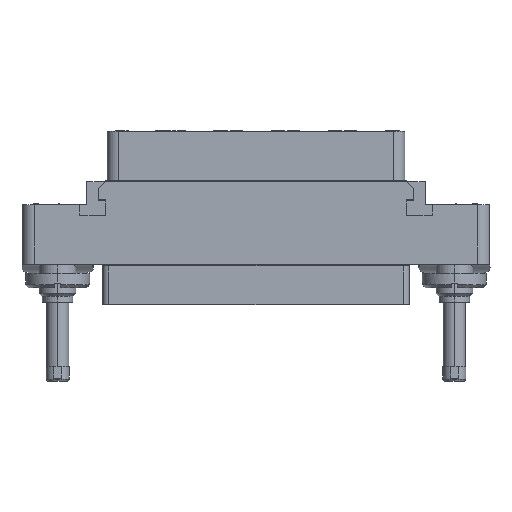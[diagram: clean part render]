
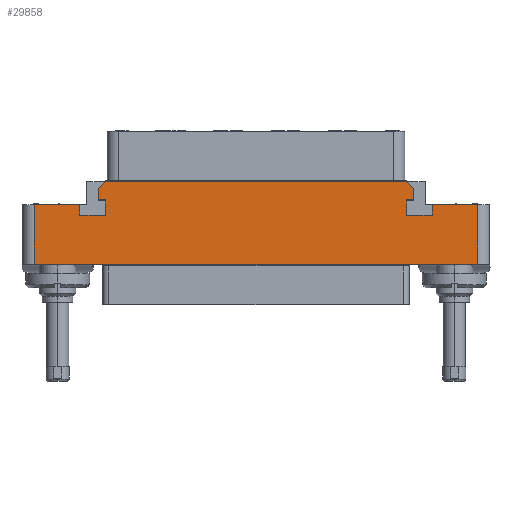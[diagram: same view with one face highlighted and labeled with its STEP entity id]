
A CAD part, top view. The second image highlights one B-rep face of the part: STEP entity #29858.
In plain terms, the highlighted planar face has unit normal (0, 0, 1).
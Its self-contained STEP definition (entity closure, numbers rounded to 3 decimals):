
#1=DIRECTION('',(0.,-1.,0.));
#2=VECTOR('',#1,1.8);
#3=CARTESIAN_POINT('',(-30.2,10.2,7.));
#4=LINE('',#3,#2);
#5=DIRECTION('',(1.,0.,0.));
#6=VECTOR('',#5,4.4);
#7=CARTESIAN_POINT('',(-30.2,8.4,7.));
#8=LINE('',#7,#6);
#9=DIRECTION('',(0.,1.,0.));
#10=VECTOR('',#9,2.6);
#11=CARTESIAN_POINT('',(-25.8,8.4,7.));
#12=LINE('',#11,#10);
#13=DIRECTION('',(-1.,0.,0.));
#14=VECTOR('',#13,1.2);
#15=CARTESIAN_POINT('',(-25.8,11.,7.));
#16=LINE('',#15,#14);
#17=DIRECTION('',(0.,1.,0.));
#18=VECTOR('',#17,1.9);
#19=CARTESIAN_POINT('',(-27.,11.,7.));
#20=LINE('',#19,#18);
#21=DIRECTION('',(0.707,0.707,0.));
#22=VECTOR('',#21,1.697);
#23=CARTESIAN_POINT('',(-27.,12.9,7.));
#24=LINE('',#23,#22);
#25=DIRECTION('',(1.,0.,0.));
#26=VECTOR('',#25,51.6);
#27=CARTESIAN_POINT('',(-25.8,14.1,7.));
#28=LINE('',#27,#26);
#29=DIRECTION('',(-0.707,0.707,0.));
#30=VECTOR('',#29,1.697);
#31=CARTESIAN_POINT('',(27.,12.9,7.));
#32=LINE('',#31,#30);
#33=DIRECTION('',(0.,1.,0.));
#34=VECTOR('',#33,1.9);
#35=CARTESIAN_POINT('',(27.,11.,7.));
#36=LINE('',#35,#34);
#37=DIRECTION('',(1.,0.,0.));
#38=VECTOR('',#37,1.2);
#39=CARTESIAN_POINT('',(25.8,11.,7.));
#40=LINE('',#39,#38);
#41=DIRECTION('',(0.,1.,0.));
#42=VECTOR('',#41,2.6);
#43=CARTESIAN_POINT('',(25.8,8.4,7.));
#44=LINE('',#43,#42);
#45=DIRECTION('',(-1.,0.,0.));
#46=VECTOR('',#45,4.4);
#47=CARTESIAN_POINT('',(30.2,8.4,7.));
#48=LINE('',#47,#46);
#49=DIRECTION('',(0.,-1.,0.));
#50=VECTOR('',#49,1.8);
#51=CARTESIAN_POINT('',(30.2,10.2,7.));
#52=LINE('',#51,#50);
#53=DIRECTION('',(1.,0.,0.));
#54=VECTOR('',#53,7.8);
#55=CARTESIAN_POINT('',(30.2,10.2,7.));
#56=LINE('',#55,#54);
#57=DIRECTION('',(-1.,0.,0.));
#58=VECTOR('',#57,76.);
#59=CARTESIAN_POINT('',(38.,0.,7.));
#60=LINE('',#59,#58);
#61=DIRECTION('',(1.,0.,0.));
#62=VECTOR('',#61,7.8);
#63=CARTESIAN_POINT('',(-38.,10.2,7.));
#64=LINE('',#63,#62);
#1015=DIRECTION('',(0.,-1.,0.));
#1016=VECTOR('',#1015,10.2);
#1017=CARTESIAN_POINT('',(-38.,10.2,7.));
#1018=LINE('',#1017,#1016);
#1033=DIRECTION('',(0.,1.,0.));
#1034=VECTOR('',#1033,10.2);
#1035=CARTESIAN_POINT('',(38.,0.,7.));
#1036=LINE('',#1035,#1034);
#23408=CARTESIAN_POINT('',(38.,0.,7.));
#23409=CARTESIAN_POINT('',(38.,10.2,7.));
#23410=VERTEX_POINT('',#23408);
#23411=VERTEX_POINT('',#23409);
#23416=CARTESIAN_POINT('',(-38.,10.2,7.));
#23417=CARTESIAN_POINT('',(-38.,0.,7.));
#23418=VERTEX_POINT('',#23416);
#23419=VERTEX_POINT('',#23417);
#25258=CARTESIAN_POINT('',(30.2,10.2,7.));
#25259=CARTESIAN_POINT('',(30.2,8.4,7.));
#25260=VERTEX_POINT('',#25258);
#25261=VERTEX_POINT('',#25259);
#25262=CARTESIAN_POINT('',(25.8,8.4,7.));
#25263=VERTEX_POINT('',#25262);
#25264=CARTESIAN_POINT('',(25.8,11.,7.));
#25265=VERTEX_POINT('',#25264);
#25266=CARTESIAN_POINT('',(27.,11.,7.));
#25267=VERTEX_POINT('',#25266);
#25268=CARTESIAN_POINT('',(27.,12.9,7.));
#25269=VERTEX_POINT('',#25268);
#25270=CARTESIAN_POINT('',(25.8,14.1,7.));
#25271=VERTEX_POINT('',#25270);
#25288=CARTESIAN_POINT('',(-30.2,10.2,7.));
#25289=CARTESIAN_POINT('',(-30.2,8.4,7.));
#25290=VERTEX_POINT('',#25288);
#25291=VERTEX_POINT('',#25289);
#25292=CARTESIAN_POINT('',(-25.8,8.4,7.));
#25293=VERTEX_POINT('',#25292);
#25294=CARTESIAN_POINT('',(-25.8,11.,7.));
#25295=VERTEX_POINT('',#25294);
#25296=CARTESIAN_POINT('',(-27.,11.,7.));
#25297=VERTEX_POINT('',#25296);
#25298=CARTESIAN_POINT('',(-27.,12.9,7.));
#25299=VERTEX_POINT('',#25298);
#25300=CARTESIAN_POINT('',(-25.8,14.1,7.));
#25301=VERTEX_POINT('',#25300);
#29815=CARTESIAN_POINT('',(0.,0.,7.));
#29816=DIRECTION('',(0.,0.,-1.));
#29817=DIRECTION('',(-1.,0.,0.));
#29818=AXIS2_PLACEMENT_3D('',#29815,#29816,#29817);
#29819=PLANE('',#29818);
#29821=ORIENTED_EDGE('',*,*,#29820,.T.);
#29823=ORIENTED_EDGE('',*,*,#29822,.T.);
#29825=ORIENTED_EDGE('',*,*,#29824,.T.);
#29827=ORIENTED_EDGE('',*,*,#29826,.T.);
#29829=ORIENTED_EDGE('',*,*,#29828,.T.);
#29831=ORIENTED_EDGE('',*,*,#29830,.T.);
#29833=ORIENTED_EDGE('',*,*,#29832,.T.);
#29835=ORIENTED_EDGE('',*,*,#29834,.F.);
#29837=ORIENTED_EDGE('',*,*,#29836,.F.);
#29839=ORIENTED_EDGE('',*,*,#29838,.F.);
#29841=ORIENTED_EDGE('',*,*,#29840,.F.);
#29843=ORIENTED_EDGE('',*,*,#29842,.F.);
#29845=ORIENTED_EDGE('',*,*,#29844,.F.);
#29847=ORIENTED_EDGE('',*,*,#29846,.T.);
#29849=ORIENTED_EDGE('',*,*,#29848,.F.);
#29851=ORIENTED_EDGE('',*,*,#29850,.T.);
#29853=ORIENTED_EDGE('',*,*,#29852,.F.);
#29855=ORIENTED_EDGE('',*,*,#29854,.T.);
#29856=EDGE_LOOP('',(#29821,#29823,#29825,#29827,#29829,#29831,#29833,#29835,
#29837,#29839,#29841,#29843,#29845,#29847,#29849,#29851,#29853,#29855));
#29857=FACE_OUTER_BOUND('',#29856,.F.);
#29858=ADVANCED_FACE('',(#29857),#29819,.F.);
#29820=EDGE_CURVE('',#25290,#25291,#4,.T.);
#29822=EDGE_CURVE('',#25291,#25293,#8,.T.);
#29824=EDGE_CURVE('',#25293,#25295,#12,.T.);
#29826=EDGE_CURVE('',#25295,#25297,#16,.T.);
#29828=EDGE_CURVE('',#25297,#25299,#20,.T.);
#29830=EDGE_CURVE('',#25299,#25301,#24,.T.);
#29832=EDGE_CURVE('',#25301,#25271,#28,.T.);
#29834=EDGE_CURVE('',#25269,#25271,#32,.T.);
#29836=EDGE_CURVE('',#25267,#25269,#36,.T.);
#29838=EDGE_CURVE('',#25265,#25267,#40,.T.);
#29840=EDGE_CURVE('',#25263,#25265,#44,.T.);
#29842=EDGE_CURVE('',#25261,#25263,#48,.T.);
#29844=EDGE_CURVE('',#25260,#25261,#52,.T.);
#29846=EDGE_CURVE('',#25260,#23411,#56,.T.);
#29848=EDGE_CURVE('',#23410,#23411,#1036,.T.);
#29850=EDGE_CURVE('',#23410,#23419,#60,.T.);
#29852=EDGE_CURVE('',#23418,#23419,#1018,.T.);
#29854=EDGE_CURVE('',#23418,#25290,#64,.T.);
